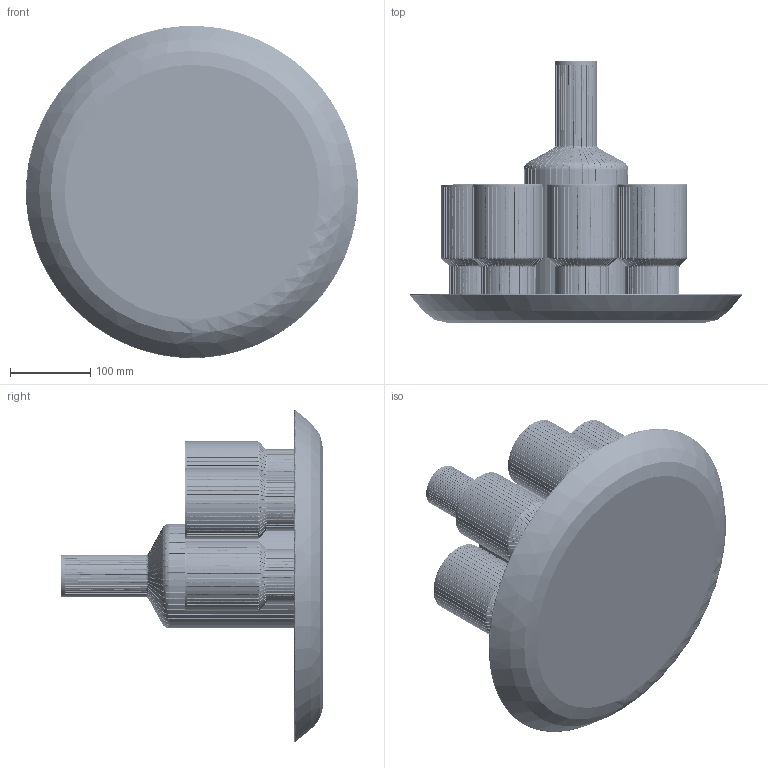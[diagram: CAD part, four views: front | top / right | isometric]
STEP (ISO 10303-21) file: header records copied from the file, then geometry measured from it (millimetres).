
FILE_DESCRIPTION(('FreeCAD Model'),'2;1');
FILE_NAME('Open CASCADE Shape Model','2025-04-27T16:54:04',('FreeCAD'),( 'FreeCAD'),'Open CASCADE STEP processor 7.6','FreeCAD','Unknown');
FILE_SCHEMA(('AUTOMOTIVE_DESIGN { 1 0 10303 214 1 1 1 1 }'));
Products named in the file (1): Open CASCADE STEP translator 7.6 1
Bounding box: 412.83 x 326.25 x 412.83 mm (x, y, z)
Volume: 1175974.1 mm3; surface area: 922835.9 mm2
Topology: 6 solids, 6 shells, 3328 faces, 8339 edges, 5028 vertices
Faces by surface type: bspline 3328
Entity records: 139727 total; most frequent: CARTESIAN_POINT 94162, ORIENTED_EDGE 16678, EDGE_CURVE 8339, VERTEX_POINT 5028, B_SPLINE_CURVE_WITH_KNOTS 4682, FACE_BOUND 3333, EDGE_LOOP 3333, ADVANCED_FACE 3328
